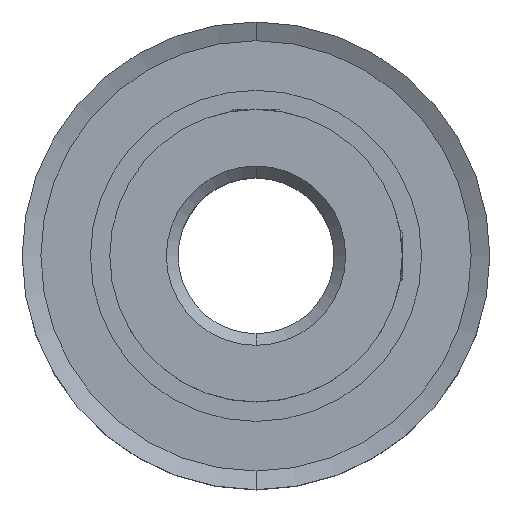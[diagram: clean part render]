
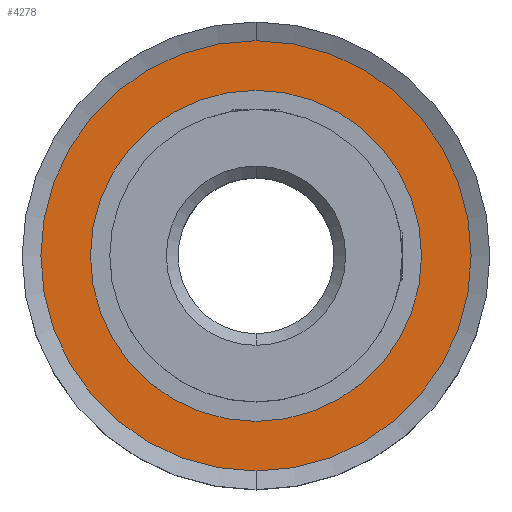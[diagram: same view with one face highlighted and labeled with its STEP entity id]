
A CAD part, top view. The second image highlights one B-rep face of the part: STEP entity #4278.
In plain terms, the highlighted planar face has unit normal (0, 0, 1).
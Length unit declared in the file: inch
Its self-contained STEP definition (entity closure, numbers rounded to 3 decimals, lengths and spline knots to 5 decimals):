
#454=CARTESIAN_POINT('',(0.,0.,-0.02625));
#455=DIRECTION('',(0.,0.,-1.));
#456=DIRECTION('',(1.,0.,0.));
#457=AXIS2_PLACEMENT_3D('',#454,#455,#456);
#463=CARTESIAN_POINT('',(0.,0.,-0.02625));
#464=DIRECTION('',(0.,0.,1.));
#465=DIRECTION('',(0.,1.,0.));
#466=AXIS2_PLACEMENT_3D('',#463,#464,#465);
#468=CARTESIAN_POINT('',(0.,0.,-0.02625));
#469=DIRECTION('',(0.,0.,-1.));
#470=DIRECTION('',(0.,1.,0.));
#471=AXIS2_PLACEMENT_3D('',#468,#469,#470);
#2905=CARTESIAN_POINT('',(0.,0.,-0.02625));
#2906=DIRECTION('',(0.,0.,-1.));
#2907=DIRECTION('',(-1.,0.,0.));
#2908=AXIS2_PLACEMENT_3D('',#2905,#2906,#2907);
#3955=CARTESIAN_POINT('',(0.,0.69,-0.02625));
#3956=VERTEX_POINT('',#3955);
#3961=CARTESIAN_POINT('',(0.,-0.69,-0.02625));
#3962=VERTEX_POINT('',#3961);
#3963=CARTESIAN_POINT('',(0.531,0.,-0.02625));
#3964=CARTESIAN_POINT('',(-0.531,0.,-0.02625));
#3965=VERTEX_POINT('',#3963);
#3966=VERTEX_POINT('',#3964);
#4262=CARTESIAN_POINT('',(0.,0.,-0.02625));
#4263=DIRECTION('',(0.,0.,-1.));
#4264=DIRECTION('',(0.,-1.,0.));
#4265=AXIS2_PLACEMENT_3D('',#4262,#4263,#4264);
#4266=PLANE('',#4265);
#4268=ORIENTED_EDGE('',*,*,#4267,.F.);
#4270=ORIENTED_EDGE('',*,*,#4269,.T.);
#4271=EDGE_LOOP('',(#4268,#4270));
#4272=FACE_OUTER_BOUND('',#4271,.F.);
#4273=ORIENTED_EDGE('',*,*,#4252,.F.);
#4275=ORIENTED_EDGE('',*,*,#4274,.F.);
#4276=EDGE_LOOP('',(#4273,#4275));
#4277=FACE_BOUND('',#4276,.F.);
#4278=ADVANCED_FACE('',(#4272,#4277),#4266,.F.);
#458=CIRCLE('',#457,0.531);
#467=CIRCLE('',#466,0.69);
#472=CIRCLE('',#471,0.69);
#2909=CIRCLE('',#2908,0.531);
#4252=EDGE_CURVE('',#3965,#3966,#458,.T.);
#4267=EDGE_CURVE('',#3956,#3962,#467,.T.);
#4269=EDGE_CURVE('',#3956,#3962,#472,.T.);
#4274=EDGE_CURVE('',#3966,#3965,#2909,.T.);
